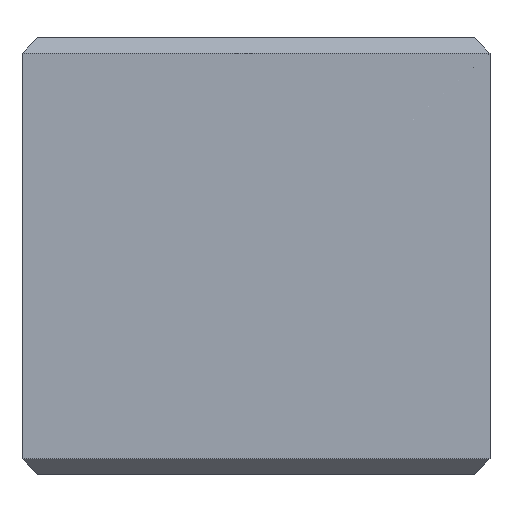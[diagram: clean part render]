
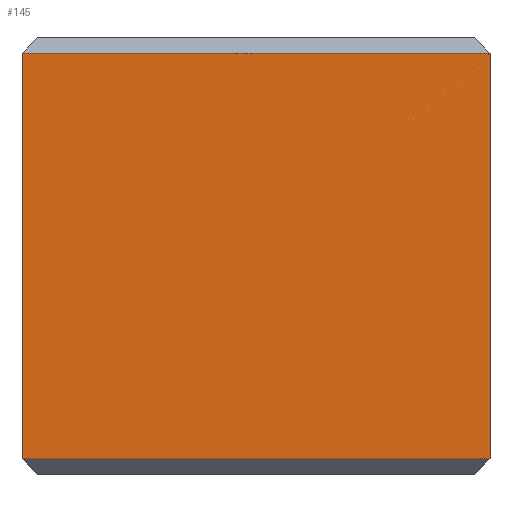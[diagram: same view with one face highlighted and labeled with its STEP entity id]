
A CAD part, front view. The second image highlights one B-rep face of the part: STEP entity #145.
In plain terms, the highlighted planar face has unit normal (0, -1, 0).
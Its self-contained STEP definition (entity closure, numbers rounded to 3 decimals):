
#145=ADVANCED_FACE('',(#296),#297,.T.);
#296=FACE_OUTER_BOUND('',#448,.T.);
#297=PLANE('',#449);
#448=EDGE_LOOP('',(#814,#815,#816,#817));
#449=AXIS2_PLACEMENT_3D('',#818,#819,#820);
#814=ORIENTED_EDGE('',*,*,#971,.F.);
#815=ORIENTED_EDGE('',*,*,#1050,.T.);
#816=ORIENTED_EDGE('',*,*,#1038,.T.);
#817=ORIENTED_EDGE('',*,*,#1011,.T.);
#818=CARTESIAN_POINT('',(11.25,-12.5,3.5));
#819=DIRECTION('',(0.0,-1.0,0.0));
#820=DIRECTION('',(1.0,0.0,0.0));
#971=EDGE_CURVE('',#1179,#1177,#1181,.T.);
#1011=EDGE_CURVE('',#1232,#1177,#1236,.T.);
#1038=EDGE_CURVE('',#1242,#1232,#1271,.T.);
#1050=EDGE_CURVE('',#1179,#1242,#1285,.T.);
#1177=VERTEX_POINT('',#1438);
#1179=VERTEX_POINT('',#1441);
#1181=LINE('',#1444,#1445);
#1232=VERTEX_POINT('',#1512);
#1236=LINE('',#1518,#1519);
#1242=VERTEX_POINT('',#1526);
#1271=LINE('',#1565,#1566);
#1285=LINE('',#1583,#1584);
#1438=CARTESIAN_POINT('',(11.25,-12.5,-3.25));
#1441=CARTESIAN_POINT('',(11.25,-12.5,3.25));
#1444=CARTESIAN_POINT('',(11.25,-12.5,3.5));
#1445=VECTOR('',#1716,1000.0);
#1512=CARTESIAN_POINT('',(3.75,-12.5,-3.25));
#1518=CARTESIAN_POINT('',(11.25,-12.5,-3.25));
#1519=VECTOR('',#1765,1000.0);
#1526=CARTESIAN_POINT('',(3.75,-12.5,3.25));
#1565=CARTESIAN_POINT('',(3.75,-12.5,3.5));
#1566=VECTOR('',#1795,1000.0);
#1583=CARTESIAN_POINT('',(11.25,-12.5,3.25));
#1584=VECTOR('',#1811,1000.0);
#1716=DIRECTION('',(0.0,0.0,-1.0));
#1765=DIRECTION('',(1.0,0.0,0.0));
#1795=DIRECTION('',(0.0,0.0,-1.0));
#1811=DIRECTION('',(-1.0,0.0,0.0));
